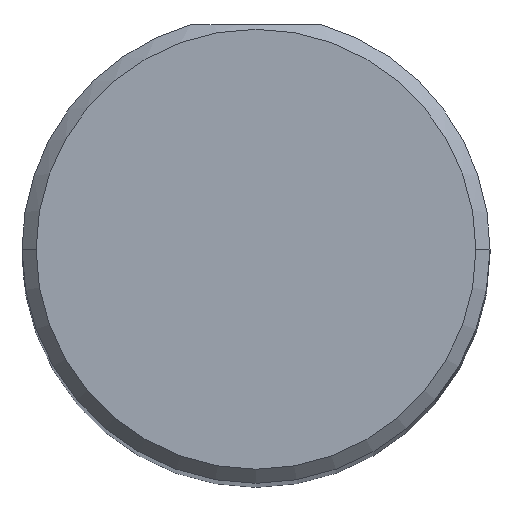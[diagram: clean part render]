
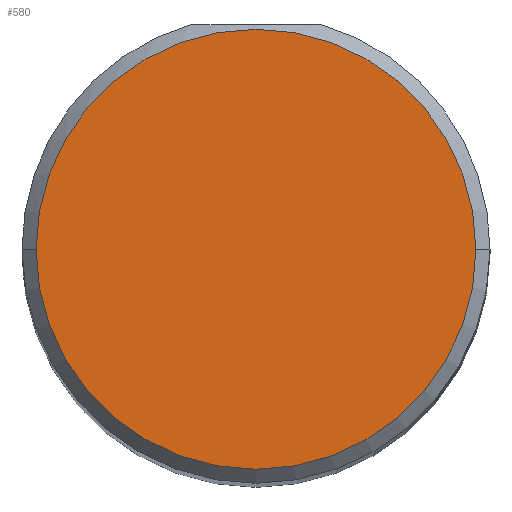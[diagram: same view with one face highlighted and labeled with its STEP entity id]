
A CAD part, top view. The second image highlights one B-rep face of the part: STEP entity #580.
In plain terms, the highlighted planar face has unit normal (0, 0, 1).
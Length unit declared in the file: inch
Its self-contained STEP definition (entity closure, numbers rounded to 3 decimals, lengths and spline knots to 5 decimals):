
#11 = ORIENTED_EDGE ( 'NONE', *, *, #152, .F. ) ;
#69 = DIRECTION ( 'NONE',  ( 0., 0., 1. ) ) ;
#121 = PLANE ( 'NONE',  #632 ) ;
#146 = EDGE_LOOP ( 'NONE', ( #262, #11 ) ) ;
#152 = EDGE_CURVE ( 'NONE', #469, #256, #243, .T. ) ;
#182 = DIRECTION ( 'NONE',  ( -1., 0., 0. ) ) ;
#187 = CARTESIAN_POINT ( 'NONE',  ( 1., 0., 3. ) ) ;
#198 = CIRCLE ( 'NONE', #529, 0.235 ) ;
#243 = CIRCLE ( 'NONE', #265, 0.235 ) ;
#256 = VERTEX_POINT ( 'NONE', #275 ) ;
#262 = ORIENTED_EDGE ( 'NONE', *, *, #331, .F. ) ;
#265 = AXIS2_PLACEMENT_3D ( 'NONE', #301, #400, #182 ) ;
#269 = CARTESIAN_POINT ( 'NONE',  ( 0.765, 0., 3. ) ) ;
#275 = CARTESIAN_POINT ( 'NONE',  ( 1.235, 0., 3. ) ) ;
#301 = CARTESIAN_POINT ( 'NONE',  ( 1., 0., 3. ) ) ;
#331 = EDGE_CURVE ( 'NONE', #256, #469, #198, .T. ) ;
#400 = DIRECTION ( 'NONE',  ( 0., 0., -1. ) ) ;
#460 = DIRECTION ( 'NONE',  ( 0., 0., -1. ) ) ;
#465 = DIRECTION ( 'NONE',  ( -1., 0., 0. ) ) ;
#469 = VERTEX_POINT ( 'NONE', #269 ) ;
#529 = AXIS2_PLACEMENT_3D ( 'NONE', #187, #460, #465 ) ;
#544 = CARTESIAN_POINT ( 'NONE',  ( 1., 0., 3. ) ) ;
#580 = ADVANCED_FACE ( 'NONE', ( #634 ), #121, .T. ) ;
#595 = DIRECTION ( 'NONE',  ( -1., 0., 0. ) ) ;
#632 = AXIS2_PLACEMENT_3D ( 'NONE', #544, #69, #595 ) ;
#634 = FACE_OUTER_BOUND ( 'NONE', #146, .T. ) ;
